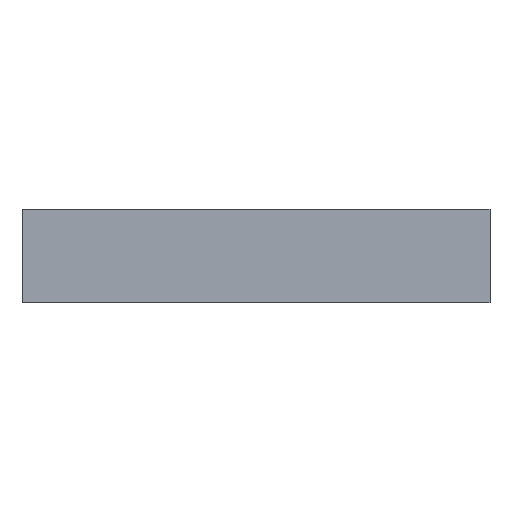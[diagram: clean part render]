
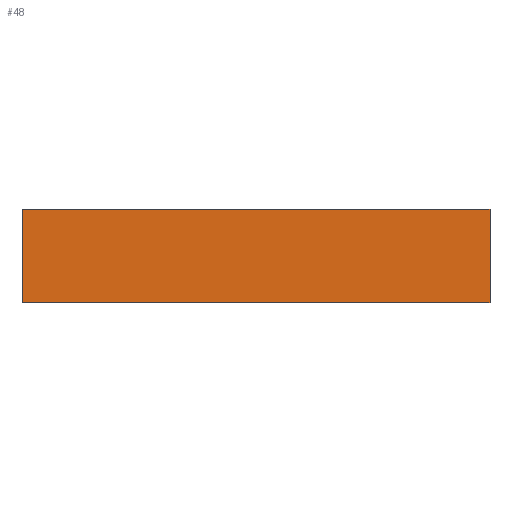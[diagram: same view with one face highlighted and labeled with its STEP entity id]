
A CAD part, left-side view. The second image highlights one B-rep face of the part: STEP entity #48.
In plain terms, the highlighted planar face has unit normal (-1, 0, 0).
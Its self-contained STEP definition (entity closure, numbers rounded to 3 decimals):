
#19 = VERTEX_POINT ( 'NONE', #59 ) ;
#29 = EDGE_LOOP ( 'NONE', ( #107, #108, #126, #94 ) ) ;
#31 = CARTESIAN_POINT ( 'NONE',  ( -1585., 12.5, -2.5 ) ) ;
#33 = EDGE_CURVE ( 'NONE', #202, #151, #43, .T. ) ;
#43 = LINE ( 'NONE', #127, #85 ) ;
#48 = ADVANCED_FACE ( 'NONE', ( #77 ), #112, .T. ) ;
#59 = CARTESIAN_POINT ( 'NONE',  ( -1585., -12.5, -2.5 ) ) ;
#67 = EDGE_CURVE ( 'NONE', #151, #179, #173, .T. ) ;
#68 = VECTOR ( 'NONE', #153, 1000. ) ;
#77 = FACE_OUTER_BOUND ( 'NONE', #29, .T. ) ;
#81 = CARTESIAN_POINT ( 'NONE',  ( -1585., 0., 0. ) ) ;
#85 = VECTOR ( 'NONE', #211, 1000. ) ;
#87 = EDGE_CURVE ( 'NONE', #179, #19, #144, .T. ) ;
#93 = VECTOR ( 'NONE', #136, 1000. ) ;
#94 = ORIENTED_EDGE ( 'NONE', *, *, #87, .T. ) ;
#96 = DIRECTION ( 'NONE',  ( -1., 0., 0. ) ) ;
#97 = EDGE_CURVE ( 'NONE', #19, #202, #146, .T. ) ;
#107 = ORIENTED_EDGE ( 'NONE', *, *, #97, .T. ) ;
#108 = ORIENTED_EDGE ( 'NONE', *, *, #33, .T. ) ;
#110 = CARTESIAN_POINT ( 'NONE',  ( -1585., -12.5, 2.5 ) ) ;
#112 = PLANE ( 'NONE',  #120 ) ;
#120 = AXIS2_PLACEMENT_3D ( 'NONE', #81, #96, #188 ) ;
#126 = ORIENTED_EDGE ( 'NONE', *, *, #67, .T. ) ;
#127 = CARTESIAN_POINT ( 'NONE',  ( -1585., 12.5, 2.5 ) ) ;
#136 = DIRECTION ( 'NONE',  ( 0., 0., 1. ) ) ;
#144 = LINE ( 'NONE', #209, #203 ) ;
#146 = LINE ( 'NONE', #110, #93 ) ;
#151 = VERTEX_POINT ( 'NONE', #214 ) ;
#153 = DIRECTION ( 'NONE',  ( 0., 0., -1. ) ) ;
#173 = LINE ( 'NONE', #175, #68 ) ;
#175 = CARTESIAN_POINT ( 'NONE',  ( -1585., 12.5, 2.5 ) ) ;
#179 = VERTEX_POINT ( 'NONE', #31 ) ;
#188 = DIRECTION ( 'NONE',  ( 0., 0., 1. ) ) ;
#202 = VERTEX_POINT ( 'NONE', #231 ) ;
#203 = VECTOR ( 'NONE', #230, 1000. ) ;
#209 = CARTESIAN_POINT ( 'NONE',  ( -1585., 12.5, -2.5 ) ) ;
#211 = DIRECTION ( 'NONE',  ( 0., 1., 0. ) ) ;
#214 = CARTESIAN_POINT ( 'NONE',  ( -1585., 12.5, 2.5 ) ) ;
#230 = DIRECTION ( 'NONE',  ( 0., -1., 0. ) ) ;
#231 = CARTESIAN_POINT ( 'NONE',  ( -1585., -12.5, 2.5 ) ) ;
